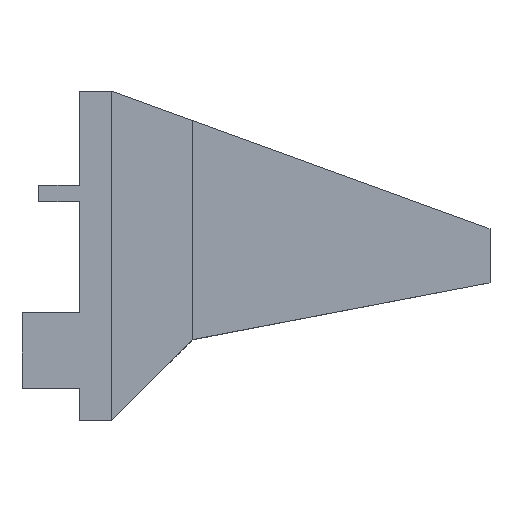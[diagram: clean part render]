
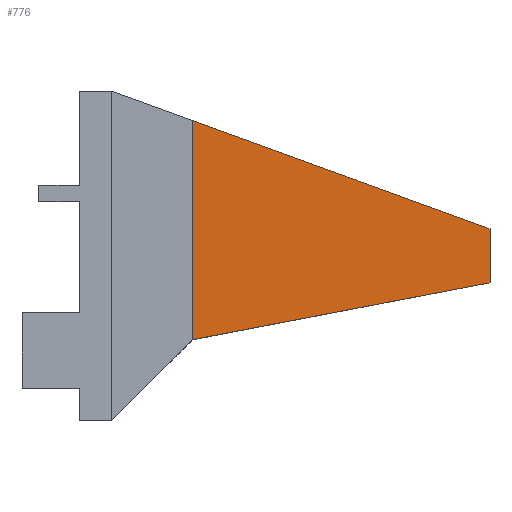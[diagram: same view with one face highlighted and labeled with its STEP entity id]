
A CAD part, top view. The second image highlights one B-rep face of the part: STEP entity #776.
In plain terms, the highlighted planar face has unit normal (0, 0, 1).
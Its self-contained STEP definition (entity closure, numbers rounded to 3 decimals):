
#42 = EDGE_CURVE ( 'NONE', #920, #1245, #80, .T. ) ;
#58 = CARTESIAN_POINT ( 'NONE',  ( 16., 11.936, 37.35 ) ) ;
#67 = EDGE_CURVE ( 'NONE', #1245, #1504, #930, .T. ) ;
#80 = LINE ( 'NONE', #1051, #317 ) ;
#151 = CARTESIAN_POINT ( 'NONE',  ( 71., -18.1, 37.35 ) ) ;
#199 = DIRECTION ( 'NONE',  ( 0., -1., 0. ) ) ;
#205 = CARTESIAN_POINT ( 'NONE',  ( 16., 0., 37.35 ) ) ;
#208 = CARTESIAN_POINT ( 'NONE',  ( 26., -13.1, 37.35 ) ) ;
#243 = FACE_OUTER_BOUND ( 'NONE', #450, .T. ) ;
#317 = VECTOR ( 'NONE', #507, 1000. ) ;
#351 = ORIENTED_EDGE ( 'NONE', *, *, #1106, .F. ) ;
#397 = CARTESIAN_POINT ( 'NONE',  ( 71., -8.1, 37.35 ) ) ;
#415 = VERTEX_POINT ( 'NONE', #397 ) ;
#432 = ORIENTED_EDGE ( 'NONE', *, *, #1146, .F. ) ;
#450 = EDGE_LOOP ( 'NONE', ( #432, #659, #552, #351 ) ) ;
#457 = AXIS2_PLACEMENT_3D ( 'NONE', #208, #526, #199 ) ;
#507 = DIRECTION ( 'NONE',  ( -0.982, -0.188, 0. ) ) ;
#526 = DIRECTION ( 'NONE',  ( 0., 0., -1. ) ) ;
#531 = CARTESIAN_POINT ( 'NONE',  ( 71., -18.1, 37.35 ) ) ;
#552 = ORIENTED_EDGE ( 'NONE', *, *, #42, .F. ) ;
#658 = PLANE ( 'NONE',  #457 ) ;
#659 = ORIENTED_EDGE ( 'NONE', *, *, #67, .F. ) ;
#776 = ADVANCED_FACE ( 'NONE', ( #243 ), #658, .F. ) ;
#813 = LINE ( 'NONE', #531, #1720 ) ;
#891 = DIRECTION ( 'NONE',  ( 0., 1., 0. ) ) ;
#920 = VERTEX_POINT ( 'NONE', #151 ) ;
#930 = LINE ( 'NONE', #205, #1585 ) ;
#1050 = LINE ( 'NONE', #1058, #1636 ) ;
#1051 = CARTESIAN_POINT ( 'NONE',  ( 71., -18.1, 37.35 ) ) ;
#1058 = CARTESIAN_POINT ( 'NONE',  ( 71., -8.1, 37.35 ) ) ;
#1106 = EDGE_CURVE ( 'NONE', #415, #920, #813, .T. ) ;
#1146 = EDGE_CURVE ( 'NONE', #1504, #415, #1050, .T. ) ;
#1204 = DIRECTION ( 'NONE',  ( 0., -1., 0. ) ) ;
#1245 = VERTEX_POINT ( 'NONE', #1331 ) ;
#1331 = CARTESIAN_POINT ( 'NONE',  ( 16., -28.6, 37.35 ) ) ;
#1338 = DIRECTION ( 'NONE',  ( 0.94, -0.342, 0. ) ) ;
#1504 = VERTEX_POINT ( 'NONE', #58 ) ;
#1585 = VECTOR ( 'NONE', #891, 1000. ) ;
#1636 = VECTOR ( 'NONE', #1338, 1000. ) ;
#1720 = VECTOR ( 'NONE', #1204, 1000. ) ;
